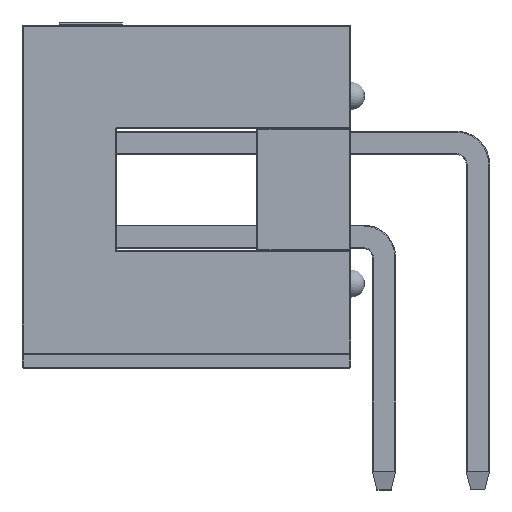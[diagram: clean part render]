
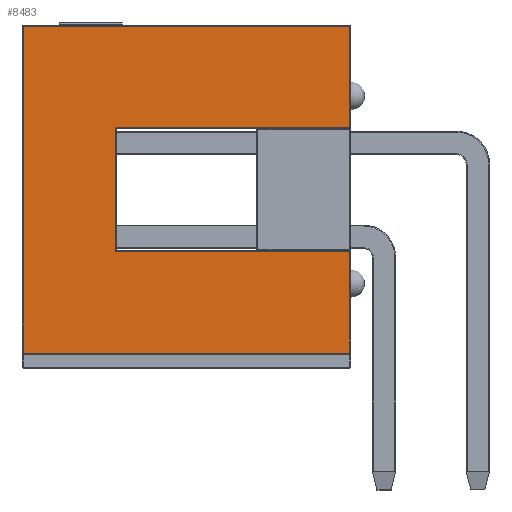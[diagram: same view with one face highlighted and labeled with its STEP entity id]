
A CAD part, front view. The second image highlights one B-rep face of the part: STEP entity #8483.
In plain terms, the highlighted face is planar.
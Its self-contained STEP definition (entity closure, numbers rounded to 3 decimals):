
#479=PLANE('',#9379);
#944=FACE_OUTER_BOUND('',#1469,.T.);
#1469=EDGE_LOOP('',(#6908,#6909,#6910,#6911,#6912,#6913,#6914,#6915,#6916,
#6917));
#1924=CIRCLE('',#9198,0.051);
#1958=CIRCLE('',#9247,0.051);
#2173=LINE('',#13274,#2942);
#2176=LINE('',#13313,#2945);
#2181=LINE('',#13341,#2950);
#2186=LINE('',#13363,#2955);
#2192=LINE('',#13393,#2961);
#2195=LINE('',#13397,#2964);
#2199=LINE('',#13403,#2968);
#2240=LINE('',#13465,#3009);
#2942=VECTOR('',#10647,10.);
#2945=VECTOR('',#10692,10.);
#2950=VECTOR('',#10725,10.);
#2955=VECTOR('',#10752,10.);
#2961=VECTOR('',#10788,10.);
#2964=VECTOR('',#10793,10.);
#2968=VECTOR('',#10801,10.);
#3009=VECTOR('',#10884,10.);
#3859=VERTEX_POINT('',#13036);
#3891=VERTEX_POINT('',#13210);
#3892=VERTEX_POINT('',#13212);
#3913=VERTEX_POINT('',#13269);
#3925=VERTEX_POINT('',#13304);
#3926=VERTEX_POINT('',#13305);
#3937=VERTEX_POINT('',#13336);
#3941=VERTEX_POINT('',#13356);
#3947=VERTEX_POINT('',#13376);
#3951=VERTEX_POINT('',#13384);
#4789=EDGE_CURVE('',#3891,#3892,#1924,.T.);
#4819=EDGE_CURVE('',#3859,#3913,#2173,.T.);
#4833=EDGE_CURVE('',#3925,#3926,#1958,.T.);
#4837=EDGE_CURVE('',#3926,#3891,#2176,.T.);
#4851=EDGE_CURVE('',#3913,#3937,#2181,.T.);
#4862=EDGE_CURVE('',#3941,#3925,#2186,.T.);
#4877=EDGE_CURVE('',#3947,#3951,#2192,.T.);
#4880=EDGE_CURVE('',#3951,#3941,#2195,.T.);
#4884=EDGE_CURVE('',#3937,#3947,#2199,.T.);
#4925=EDGE_CURVE('',#3892,#3859,#2240,.T.);
#6908=ORIENTED_EDGE('',*,*,#4877,.F.);
#6909=ORIENTED_EDGE('',*,*,#4884,.F.);
#6910=ORIENTED_EDGE('',*,*,#4851,.F.);
#6911=ORIENTED_EDGE('',*,*,#4819,.F.);
#6912=ORIENTED_EDGE('',*,*,#4925,.F.);
#6913=ORIENTED_EDGE('',*,*,#4789,.F.);
#6914=ORIENTED_EDGE('',*,*,#4837,.F.);
#6915=ORIENTED_EDGE('',*,*,#4833,.F.);
#6916=ORIENTED_EDGE('',*,*,#4862,.F.);
#6917=ORIENTED_EDGE('',*,*,#4880,.F.);
#8483=ADVANCED_FACE('',(#944),#479,.T.);
#9198=AXIS2_PLACEMENT_3D('',#13213,#10574,#10575);
#9247=AXIS2_PLACEMENT_3D('',#13306,#10682,#10683);
#9379=AXIS2_PLACEMENT_3D('',#13752,#11160,#11161);
#10574=DIRECTION('center_axis',(1.,0.,0.));
#10575=DIRECTION('ref_axis',(0.,-0.707,0.707));
#10647=DIRECTION('',(0.,-1.,0.));
#10682=DIRECTION('center_axis',(1.,0.,0.));
#10683=DIRECTION('ref_axis',(0.,0.707,0.707));
#10692=DIRECTION('',(0.,-1.,0.));
#10725=DIRECTION('',(0.,0.,1.));
#10752=DIRECTION('',(0.,0.,1.));
#10788=DIRECTION('',(0.,0.,-1.));
#10793=DIRECTION('',(0.,-1.,0.));
#10801=DIRECTION('',(0.,1.,0.));
#10884=DIRECTION('',(0.,0.,-1.));
#11160=DIRECTION('center_axis',(1.,0.,0.));
#11161=DIRECTION('ref_axis',(0.,1.,0.));
#13036=CARTESIAN_POINT('',(13.335,-1.676,0.025));
#13210=CARTESIAN_POINT('',(13.335,-1.626,6.375));
#13212=CARTESIAN_POINT('',(13.335,-1.676,6.325));
#13213=CARTESIAN_POINT('Origin',(13.335,-1.626,6.325));
#13269=CARTESIAN_POINT('',(13.335,-4.42,0.025));
#13274=CARTESIAN_POINT('',(13.335,-2.223,0.025));
#13304=CARTESIAN_POINT('',(13.335,1.676,6.325));
#13305=CARTESIAN_POINT('',(13.335,1.626,6.375));
#13306=CARTESIAN_POINT('Origin',(13.335,1.626,6.325));
#13313=CARTESIAN_POINT('',(13.335,-3.048,6.375));
#13336=CARTESIAN_POINT('',(13.335,-4.42,8.865));
#13341=CARTESIAN_POINT('',(13.335,-4.42,0.));
#13356=CARTESIAN_POINT('',(13.335,1.676,0.025));
#13363=CARTESIAN_POINT('',(13.335,1.676,3.175));
#13376=CARTESIAN_POINT('',(13.335,4.42,8.865));
#13384=CARTESIAN_POINT('',(13.335,4.42,0.025));
#13393=CARTESIAN_POINT('',(13.335,4.42,0.));
#13397=CARTESIAN_POINT('',(13.335,-2.223,0.025));
#13403=CARTESIAN_POINT('',(13.335,-2.223,8.865));
#13465=CARTESIAN_POINT('',(13.335,-1.676,0.));
#13752=CARTESIAN_POINT('Origin',(13.335,-4.445,0.));
